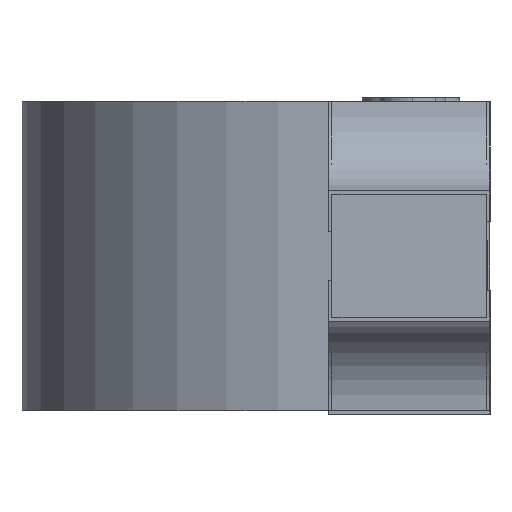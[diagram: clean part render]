
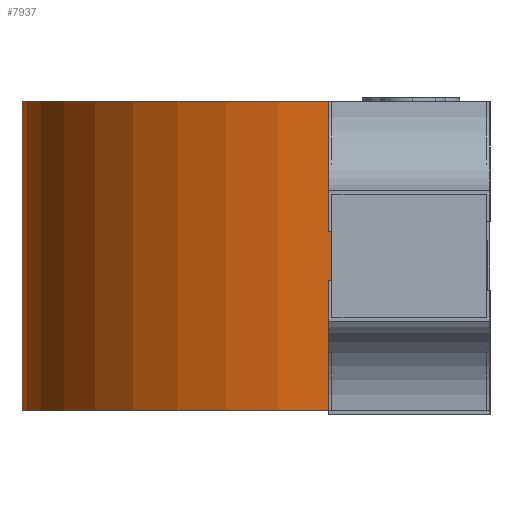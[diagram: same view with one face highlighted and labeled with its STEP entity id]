
A CAD part, left-side view. The second image highlights one B-rep face of the part: STEP entity #7937.
In plain terms, the highlighted cylindrical face has radius 1 mm (diameter 2 mm), a partial arc.
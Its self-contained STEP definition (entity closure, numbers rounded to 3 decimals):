
#41 = VECTOR ( 'NONE', #10260, 1000. ) ;
#555 = VERTEX_POINT ( 'NONE', #2283 ) ;
#1402 = CARTESIAN_POINT ( 'NONE',  ( 1., 0., 0.5 ) ) ;
#2283 = CARTESIAN_POINT ( 'NONE',  ( 1., 0., -0.5 ) ) ;
#2711 = DIRECTION ( 'NONE',  ( 0., 0., -1. ) ) ;
#2796 = DIRECTION ( 'NONE',  ( 0., 0., 1. ) ) ;
#2939 = CARTESIAN_POINT ( 'NONE',  ( 0., 0., 0.5 ) ) ;
#3281 = CIRCLE ( 'NONE', #7746, 1. ) ;
#3446 = ORIENTED_EDGE ( 'NONE', *, *, #8845, .T. ) ;
#3806 = FACE_OUTER_BOUND ( 'NONE', #3967, .T. ) ;
#3967 = EDGE_LOOP ( 'NONE', ( #12561, #12201, #13089, #3446 ) ) ;
#4259 = VECTOR ( 'NONE', #2711, 1000. ) ;
#4289 = CARTESIAN_POINT ( 'NONE',  ( 1., 0., 0.5 ) ) ;
#5087 = AXIS2_PLACEMENT_3D ( 'NONE', #2939, #12570, #5497 ) ;
#5160 = CARTESIAN_POINT ( 'NONE',  ( -1., 0., 0.5 ) ) ;
#5487 = LINE ( 'NONE', #4289, #41 ) ;
#5497 = DIRECTION ( 'NONE',  ( 1., 0., 0. ) ) ;
#5855 = EDGE_CURVE ( 'NONE', #12692, #14027, #6055, .T. ) ;
#6055 = LINE ( 'NONE', #10851, #4259 ) ;
#6590 = DIRECTION ( 'NONE',  ( 1., 0., 0. ) ) ;
#6705 = CYLINDRICAL_SURFACE ( 'NONE', #15668, 1. ) ;
#7313 = CIRCLE ( 'NONE', #5087, 1. ) ;
#7746 = AXIS2_PLACEMENT_3D ( 'NONE', #9164, #2796, #6590 ) ;
#7937 = ADVANCED_FACE ( 'NONE', ( #3806 ), #6705, .T. ) ;
#8845 = EDGE_CURVE ( 'NONE', #8921, #555, #5487, .T. ) ;
#8921 = VERTEX_POINT ( 'NONE', #1402 ) ;
#9135 = DIRECTION ( 'NONE',  ( -1., 0., 0. ) ) ;
#9164 = CARTESIAN_POINT ( 'NONE',  ( 0., 0., -0.5 ) ) ;
#10260 = DIRECTION ( 'NONE',  ( 0., 0., -1. ) ) ;
#10851 = CARTESIAN_POINT ( 'NONE',  ( -1., 0., 0.5 ) ) ;
#10961 = DIRECTION ( 'NONE',  ( 0., 0., -1. ) ) ;
#12201 = ORIENTED_EDGE ( 'NONE', *, *, #5855, .F. ) ;
#12561 = ORIENTED_EDGE ( 'NONE', *, *, #14119, .T. ) ;
#12570 = DIRECTION ( 'NONE',  ( 0., 0., 1. ) ) ;
#12692 = VERTEX_POINT ( 'NONE', #5160 ) ;
#12777 = CARTESIAN_POINT ( 'NONE',  ( 0., 0., 0.5 ) ) ;
#13089 = ORIENTED_EDGE ( 'NONE', *, *, #13415, .F. ) ;
#13415 = EDGE_CURVE ( 'NONE', #8921, #12692, #7313, .T. ) ;
#14027 = VERTEX_POINT ( 'NONE', #14559 ) ;
#14119 = EDGE_CURVE ( 'NONE', #555, #14027, #3281, .T. ) ;
#14559 = CARTESIAN_POINT ( 'NONE',  ( -1., 0., -0.5 ) ) ;
#15668 = AXIS2_PLACEMENT_3D ( 'NONE', #12777, #10961, #9135 ) ;
